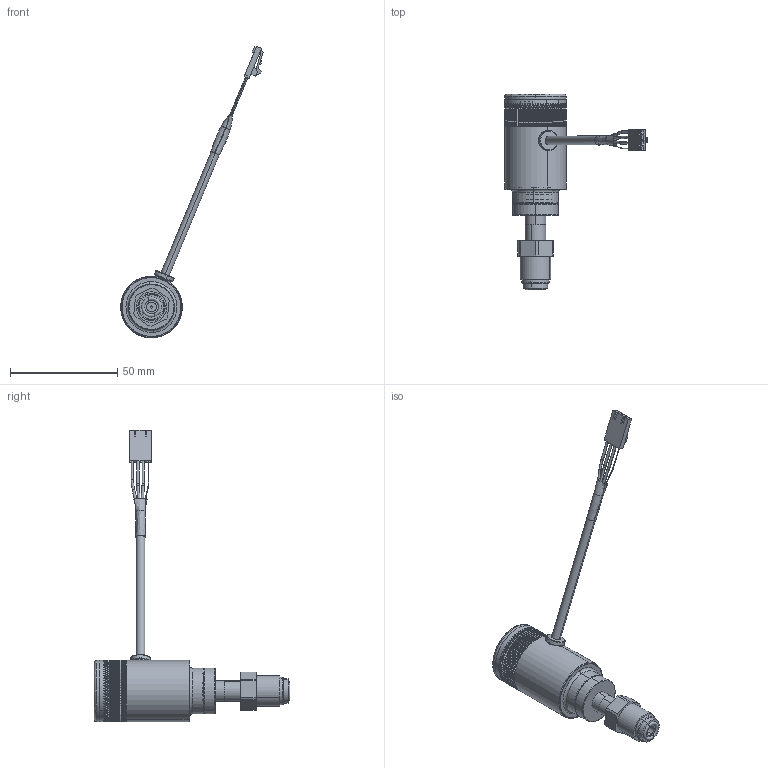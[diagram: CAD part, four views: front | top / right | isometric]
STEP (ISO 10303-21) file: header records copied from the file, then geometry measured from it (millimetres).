
FILE_DESCRIPTION (( 'STEP AP203' ), '1' );
FILE_NAME ('GID-Y-SM-L.STEP', '2019-03-15T18:13:26', ( 'mrutkowski' ), ( 'Hewlett-Packard Company' ), 'SwSTEP 2.0', 'SolidWorks 2017', '' );
FILE_SCHEMA (( 'CONFIG_CONTROL_DESIGN' ));
Length unit declared in the file: inch
Products named in the file (1): GID-Y-SM-L
Bounding box: 66.3 x 91.02 x 135.68 mm (x, y, z)
Volume: 17439.2 mm3; surface area: 23485.5 mm2
Topology: 16 solids, 16 shells, 1811 faces, 4527 edges, 2866 vertices
Faces by surface type: plane 818, bspline 544, cylinder 411, torus 20, cone 18
Entity records: 74694 total; most frequent: CARTESIAN_POINT 34743, ORIENTED_EDGE 9054, DIRECTION 6896, EDGE_CURVE 4527, VERTEX_POINT 2866, LINE 2534, VECTOR 2534, AXIS2_PLACEMENT_3D 2181
